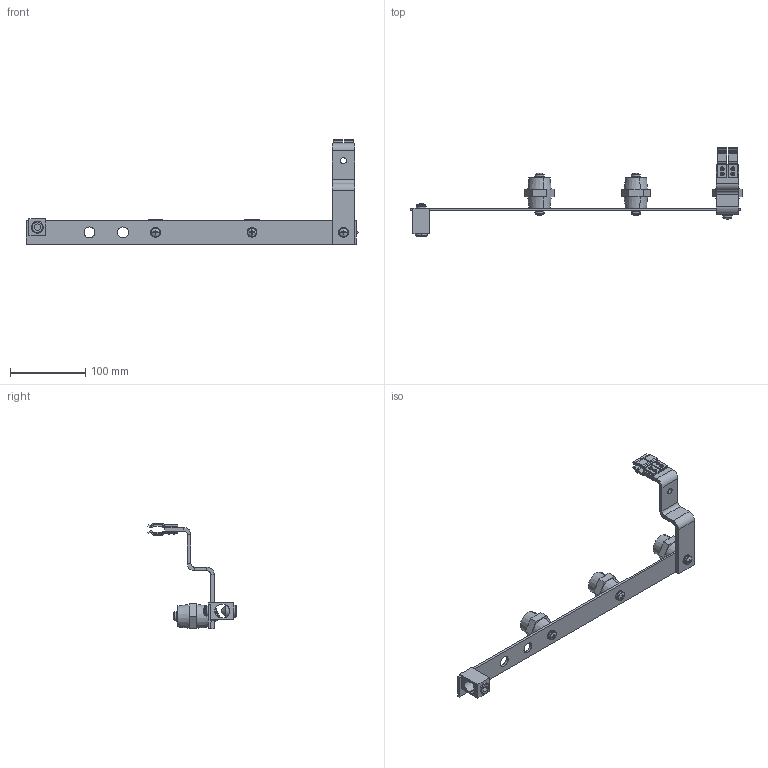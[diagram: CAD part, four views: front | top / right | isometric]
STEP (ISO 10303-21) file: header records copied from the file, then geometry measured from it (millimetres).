
FILE_DESCRIPTION (( 'STEP AP203' ), '1' );
FILE_NAME ('P3F200N.STEP', '2015-10-30T08:34:34', ( '' ), ( '' ), 'SwSTEP 2.0', 'SolidWorks 2013', '' );
FILE_SCHEMA (( 'CONFIG_CONTROL_DESIGN' ));
Length unit declared in the file: millimetre
Products named in the file (12): P3F200N-101; P3F200N-001; M16 X 2.0 SOCKET SCREW_B18.3.6M - M16 x 2.0 x 20 Hex Socket Cone Pt. SS --N; P3F200N-007; P3F200N-004; M6-pan cross head_am-13MM_B18.6.7M - M6 x 1.0 x 13 Type I Cross Recessed PHMS --13N; P3F200N-003; P3F200N-005; M6-flat washer narrow_am_B18.22M - Plain washer, 6 mm, narrow; P3F200N-002; P3F200N; P3F200N-006
Assembly tree (34 placements, depth 3):
  P3F200N
    P3F200N-001
    P3F200N-003  x3
    P3F200N-002
    P3F200N-101
      P3F200N-004
      P3F200N-005  x4
      P3F200N-006  x4
      P3F200N-007  x4
    M6-flat washer narrow_am_B18.22M - Plain washer, 6 mm, narrow  x7
    M16 X 2.0 SOCKET SCREW_B18.3.6M - M16 x 2.0 x 20 Hex Socket Cone Pt. SS --N
    M6-pan cross head_am-13MM_B18.6.7M - M6 x 1.0 x 13 Type I Cross Recessed PHMS --13N  x7
Bounding box: 442.34 x 117.6 x 141.13 mm (x, y, z)
Volume: 186223.3 mm3; surface area: 83509.5 mm2
Topology: 33 solids, 33 shells, 659 faces, 1502 edges, 928 vertices
Faces by surface type: plane 366, cylinder 195, cone 46, torus 30, sphere 22
Entity records: 8292 total; most frequent: CARTESIAN_POINT 1268, DIRECTION 1168, ORIENTED_EDGE 984, EDGE_CURVE 492, AXIS2_PLACEMENT_3D 437, VERTEX_POINT 307, VECTOR 294, LINE 294
